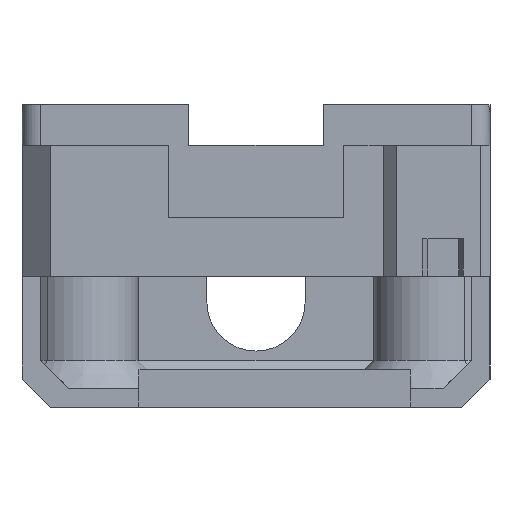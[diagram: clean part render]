
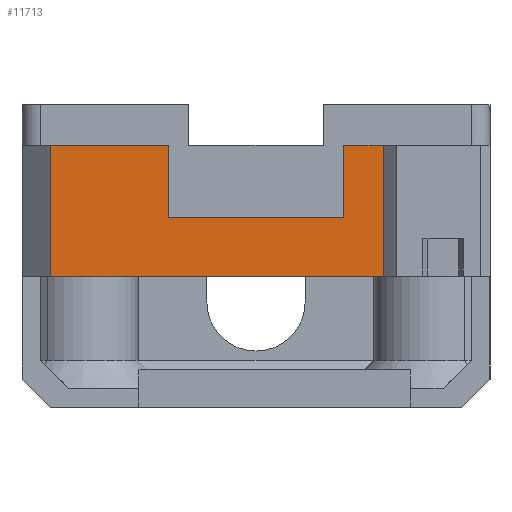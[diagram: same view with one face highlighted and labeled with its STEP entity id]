
A CAD part, front view. The second image highlights one B-rep face of the part: STEP entity #11713.
In plain terms, the highlighted planar face has unit normal (0, -1, 0).
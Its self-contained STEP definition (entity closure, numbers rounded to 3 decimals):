
#47 = EDGE_CURVE ( 'NONE', #7179, #2942, #661, .T. ) ;
#299 = CARTESIAN_POINT ( 'NONE',  ( 15.651, 0., 14. ) ) ;
#503 = CARTESIAN_POINT ( 'NONE',  ( 0., 0., 0. ) ) ;
#634 = VERTEX_POINT ( 'NONE', #299 ) ;
#661 = LINE ( 'NONE', #1656, #3096 ) ;
#701 = CARTESIAN_POINT ( 'NONE',  ( 38.6, 0., 0. ) ) ;
#781 = ORIENTED_EDGE ( 'NONE', *, *, #7408, .F. ) ;
#875 = DIRECTION ( 'NONE',  ( 1., 0., 0. ) ) ;
#949 = ORIENTED_EDGE ( 'NONE', *, *, #47, .F. ) ;
#1279 = FACE_OUTER_BOUND ( 'NONE', #7809, .T. ) ;
#1544 = VERTEX_POINT ( 'NONE', #10068 ) ;
#1656 = CARTESIAN_POINT ( 'NONE',  ( 15.651, 0., 6.3 ) ) ;
#1691 = CARTESIAN_POINT ( 'NONE',  ( 0., 0., 14. ) ) ;
#1722 = CARTESIAN_POINT ( 'NONE',  ( 15.651, 0., -16.219 ) ) ;
#1894 = CARTESIAN_POINT ( 'NONE',  ( 38.6, 0., 14. ) ) ;
#1944 = ORIENTED_EDGE ( 'NONE', *, *, #7202, .F. ) ;
#2413 = CARTESIAN_POINT ( 'NONE',  ( 3., 0., 14. ) ) ;
#2655 = VECTOR ( 'NONE', #4341, 1000. ) ;
#2727 = DIRECTION ( 'NONE',  ( 1., 0., 0. ) ) ;
#2891 = LINE ( 'NONE', #1894, #3628 ) ;
#2942 = VERTEX_POINT ( 'NONE', #11293 ) ;
#3096 = VECTOR ( 'NONE', #2727, 1000. ) ;
#3215 = AXIS2_PLACEMENT_3D ( 'NONE', #6010, #7853, #10708 ) ;
#3622 = EDGE_CURVE ( 'NONE', #4635, #634, #9587, .T. ) ;
#3628 = VECTOR ( 'NONE', #5749, 1000. ) ;
#3798 = DIRECTION ( 'NONE',  ( 0., 0., 1. ) ) ;
#4341 = DIRECTION ( 'NONE',  ( 1., 0., 0. ) ) ;
#4477 = LINE ( 'NONE', #11261, #8934 ) ;
#4635 = VERTEX_POINT ( 'NONE', #2413 ) ;
#4717 = CARTESIAN_POINT ( 'NONE',  ( 15.651, 0., 6.3 ) ) ;
#5749 = DIRECTION ( 'NONE',  ( 0., 0., 1. ) ) ;
#5866 = VECTOR ( 'NONE', #3798, 1000. ) ;
#5910 = ORIENTED_EDGE ( 'NONE', *, *, #5931, .T. ) ;
#5931 = EDGE_CURVE ( 'NONE', #11800, #8349, #9139, .T. ) ;
#6010 = CARTESIAN_POINT ( 'NONE',  ( 0., 0., 14. ) ) ;
#6111 = ORIENTED_EDGE ( 'NONE', *, *, #6763, .T. ) ;
#6120 = DIRECTION ( 'NONE',  ( 0., 0., -1. ) ) ;
#6763 = EDGE_CURVE ( 'NONE', #4635, #11800, #4477, .T. ) ;
#7179 = VERTEX_POINT ( 'NONE', #4717 ) ;
#7202 = EDGE_CURVE ( 'NONE', #1544, #11348, #7450, .T. ) ;
#7408 = EDGE_CURVE ( 'NONE', #2942, #1544, #8688, .T. ) ;
#7450 = LINE ( 'NONE', #1691, #10989 ) ;
#7711 = CARTESIAN_POINT ( 'NONE',  ( 38.6, 0., 14. ) ) ;
#7760 = DIRECTION ( 'NONE',  ( 0., 0., 1. ) ) ;
#7809 = EDGE_LOOP ( 'NONE', ( #781, #949, #11972, #8385, #6111, #5910, #8846, #1944 ) ) ;
#7853 = DIRECTION ( 'NONE',  ( 0., 1., 0. ) ) ;
#8017 = EDGE_CURVE ( 'NONE', #8349, #11348, #2891, .T. ) ;
#8349 = VERTEX_POINT ( 'NONE', #701 ) ;
#8385 = ORIENTED_EDGE ( 'NONE', *, *, #3622, .F. ) ;
#8514 = CARTESIAN_POINT ( 'NONE',  ( 0., 0., 14. ) ) ;
#8688 = LINE ( 'NONE', #8759, #12376 ) ;
#8759 = CARTESIAN_POINT ( 'NONE',  ( 34.349, 0., -16.219 ) ) ;
#8803 = PLANE ( 'NONE',  #3215 ) ;
#8846 = ORIENTED_EDGE ( 'NONE', *, *, #8017, .T. ) ;
#8934 = VECTOR ( 'NONE', #6120, 1000. ) ;
#9139 = LINE ( 'NONE', #503, #2655 ) ;
#9587 = LINE ( 'NONE', #8514, #12150 ) ;
#10068 = CARTESIAN_POINT ( 'NONE',  ( 34.349, 0., 14. ) ) ;
#10708 = DIRECTION ( 'NONE',  ( 0., 0., 1. ) ) ;
#10783 = EDGE_CURVE ( 'NONE', #7179, #634, #12450, .T. ) ;
#10989 = VECTOR ( 'NONE', #11304, 1000. ) ;
#11261 = CARTESIAN_POINT ( 'NONE',  ( 3., 0., 0. ) ) ;
#11293 = CARTESIAN_POINT ( 'NONE',  ( 34.349, 0., 6.3 ) ) ;
#11304 = DIRECTION ( 'NONE',  ( 1., 0., 0. ) ) ;
#11348 = VERTEX_POINT ( 'NONE', #7711 ) ;
#11713 = ADVANCED_FACE ( 'NONE', ( #1279 ), #8803, .F. ) ;
#11800 = VERTEX_POINT ( 'NONE', #11963 ) ;
#11963 = CARTESIAN_POINT ( 'NONE',  ( 3., 0., 0. ) ) ;
#11972 = ORIENTED_EDGE ( 'NONE', *, *, #10783, .T. ) ;
#12150 = VECTOR ( 'NONE', #875, 1000. ) ;
#12376 = VECTOR ( 'NONE', #7760, 1000. ) ;
#12450 = LINE ( 'NONE', #1722, #5866 ) ;
